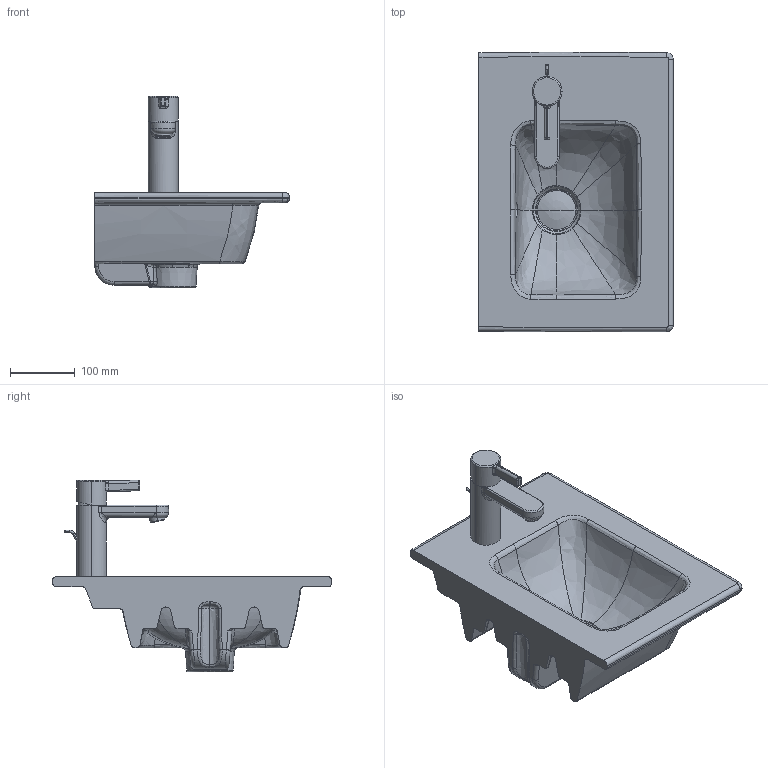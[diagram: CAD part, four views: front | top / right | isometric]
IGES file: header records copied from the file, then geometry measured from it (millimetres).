
Global section: file name: No Iges File Name specified; native system: Autodesk Inventor 2011; preprocessor: AutoDesk Inventor Iges Exporter R2011; author: Administrator; date: 20160608.110018; units: millimetre
Bounding box: 299.79 x 430.72 x 295.56 mm (x, y, z)
Volume: 4161362.5 mm3; surface area: 526954 mm2
Topology: 7 solids, 7 shells, 438 faces, 1105 edges, 674 vertices
Faces by surface type: bspline 199, plane 84, cylinder 72, revolution 52, torus 21, sphere 7, cone 3
